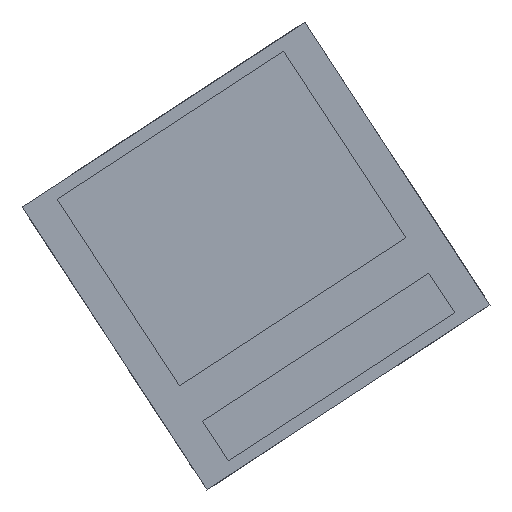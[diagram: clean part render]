
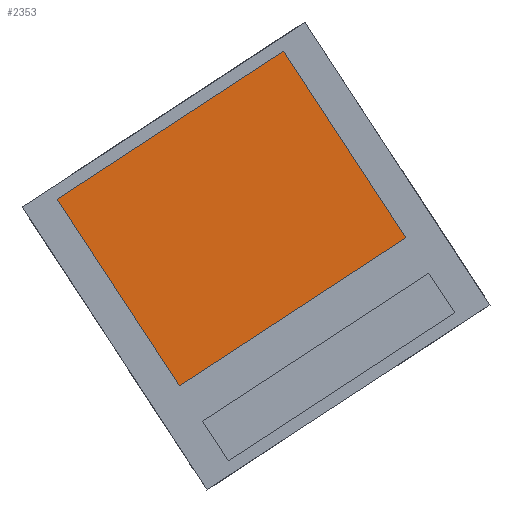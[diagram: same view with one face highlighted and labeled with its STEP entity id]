
A CAD part, front view. The second image highlights one B-rep face of the part: STEP entity #2353.
In plain terms, the highlighted planar face has unit normal (0, -1, 0).
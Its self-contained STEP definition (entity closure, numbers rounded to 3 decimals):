
#275=ORIENTED_EDGE('',*,*,#874,.F.);
#276=ORIENTED_EDGE('',*,*,#880,.F.);
#277=ORIENTED_EDGE('',*,*,#891,.F.);
#278=ORIENTED_EDGE('',*,*,#877,.F.);
#874=EDGE_CURVE('',#1198,#1195,#1446,.T.);
#877=EDGE_CURVE('',#1195,#1199,#1449,.T.);
#880=EDGE_CURVE('',#1202,#1198,#1452,.T.);
#891=EDGE_CURVE('',#1199,#1202,#1463,.T.);
#1195=VERTEX_POINT('',#3423);
#1198=VERTEX_POINT('',#3428);
#1199=VERTEX_POINT('',#3432);
#1202=VERTEX_POINT('',#3440);
#1446=LINE('',#3429,#1746);
#1449=LINE('',#3435,#1749);
#1452=LINE('',#3441,#1752);
#1463=LINE('',#3463,#1763);
#1746=VECTOR('',#2779,1000.);
#1749=VECTOR('',#2784,1000.);
#1752=VECTOR('',#2789,1000.);
#1763=VECTOR('',#2802,1000.);
#2009=EDGE_LOOP('',(#275,#276,#277,#278));
#2135=FACE_BOUND('',#2009,.T.);
#2257=PLANE('',#2512);
#2353=ADVANCED_FACE('',(#2135),#2257,.F.);
#2512=AXIS2_PLACEMENT_3D('',#3469,#2806,#2807);
#2779=DIRECTION('',(1.,0.,0.));
#2784=DIRECTION('',(0.,0.,-1.));
#2789=DIRECTION('',(0.,0.,1.));
#2802=DIRECTION('',(-1.,0.,0.));
#2806=DIRECTION('',(0.,1.,0.));
#2807=DIRECTION('',(0.,0.,1.));
#3423=CARTESIAN_POINT('',(0.8,-0.127,0.395));
#3428=CARTESIAN_POINT('',(-0.8,-0.127,0.395));
#3429=CARTESIAN_POINT('',(-0.8,-0.127,0.395));
#3432=CARTESIAN_POINT('',(0.8,-0.127,-0.925));
#3435=CARTESIAN_POINT('',(0.8,-0.127,0.395));
#3440=CARTESIAN_POINT('',(-0.8,-0.127,-0.925));
#3441=CARTESIAN_POINT('',(-0.8,-0.127,-0.925));
#3463=CARTESIAN_POINT('',(0.8,-0.127,-0.925));
#3469=CARTESIAN_POINT('',(0.,-0.127,0.));
